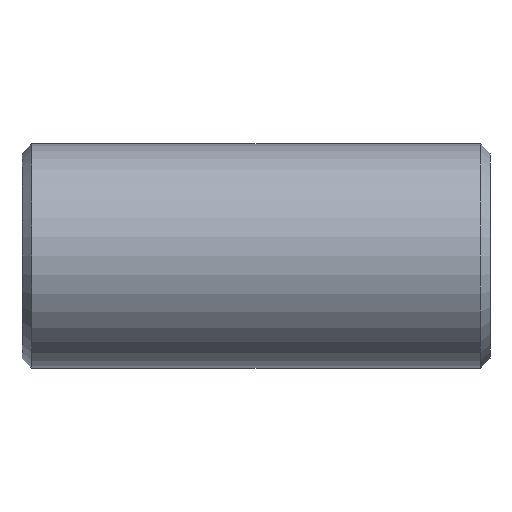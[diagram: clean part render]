
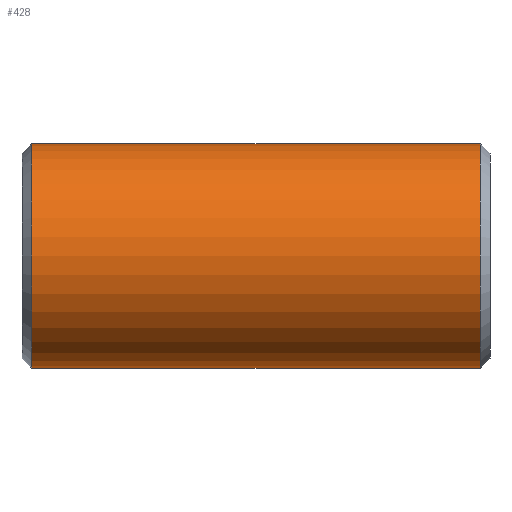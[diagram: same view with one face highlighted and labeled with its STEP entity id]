
A CAD part, front view. The second image highlights one B-rep face of the part: STEP entity #428.
In plain terms, the highlighted cylindrical face has radius 36.513 mm (diameter 73.025 mm), a partial arc.
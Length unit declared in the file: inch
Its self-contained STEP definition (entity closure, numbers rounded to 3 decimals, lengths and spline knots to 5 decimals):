
#14 = CARTESIAN_POINT ( 'NONE',  ( 2.875, 0., 0. ) ) ;
#18 = AXIS2_PLACEMENT_3D ( 'NONE', #528, #589, #162 ) ;
#39 = ORIENTED_EDGE ( 'NONE', *, *, #573, .T. ) ;
#43 = AXIS2_PLACEMENT_3D ( 'NONE', #14, #494, #247 ) ;
#50 = EDGE_LOOP ( 'NONE', ( #644, #39, #764, #691 ) ) ;
#51 = FACE_OUTER_BOUND ( 'NONE', #50, .T. ) ;
#98 = EDGE_CURVE ( 'NONE', #584, #279, #354, .T. ) ;
#107 = VERTEX_POINT ( 'NONE', #733 ) ;
#121 = CYLINDRICAL_SURFACE ( 'NONE', #18, 1.4375 ) ;
#148 = VECTOR ( 'NONE', #236, 39.37008 ) ;
#162 = DIRECTION ( 'NONE',  ( 0., 0., 1. ) ) ;
#196 = CARTESIAN_POINT ( 'NONE',  ( 2.875, 0., 1.4375 ) ) ;
#224 = VERTEX_POINT ( 'NONE', #196 ) ;
#236 = DIRECTION ( 'NONE',  ( -1., 0., 0. ) ) ;
#247 = DIRECTION ( 'NONE',  ( 0., 0., -1. ) ) ;
#279 = VERTEX_POINT ( 'NONE', #595 ) ;
#309 = VECTOR ( 'NONE', #624, 39.37008 ) ;
#315 = CARTESIAN_POINT ( 'NONE',  ( -2.875, 0., 0. ) ) ;
#349 = EDGE_CURVE ( 'NONE', #224, #584, #414, .T. ) ;
#354 = CIRCLE ( 'NONE', #653, 1.4375 ) ;
#368 = DIRECTION ( 'NONE',  ( 1., 0., 0. ) ) ;
#401 = EDGE_CURVE ( 'NONE', #107, #279, #568, .T. ) ;
#414 = LINE ( 'NONE', #655, #148 ) ;
#428 = ADVANCED_FACE ( 'NONE', ( #51 ), #121, .T. ) ;
#437 = CARTESIAN_POINT ( 'NONE',  ( -2.875, 0., 1.4375 ) ) ;
#494 = DIRECTION ( 'NONE',  ( -1., 0., 0. ) ) ;
#528 = CARTESIAN_POINT ( 'NONE',  ( 3., 0., 0. ) ) ;
#568 = LINE ( 'NONE', #756, #309 ) ;
#573 = EDGE_CURVE ( 'NONE', #107, #224, #766, .T. ) ;
#584 = VERTEX_POINT ( 'NONE', #437 ) ;
#589 = DIRECTION ( 'NONE',  ( -1., 0., 0. ) ) ;
#595 = CARTESIAN_POINT ( 'NONE',  ( -2.875, 0., -1.4375 ) ) ;
#619 = DIRECTION ( 'NONE',  ( 0., 0., 1. ) ) ;
#624 = DIRECTION ( 'NONE',  ( -1., 0., 0. ) ) ;
#644 = ORIENTED_EDGE ( 'NONE', *, *, #401, .F. ) ;
#653 = AXIS2_PLACEMENT_3D ( 'NONE', #315, #368, #619 ) ;
#655 = CARTESIAN_POINT ( 'NONE',  ( 3., 0., 1.4375 ) ) ;
#691 = ORIENTED_EDGE ( 'NONE', *, *, #98, .T. ) ;
#733 = CARTESIAN_POINT ( 'NONE',  ( 2.875, 0., -1.4375 ) ) ;
#756 = CARTESIAN_POINT ( 'NONE',  ( 3., 0., -1.4375 ) ) ;
#764 = ORIENTED_EDGE ( 'NONE', *, *, #349, .T. ) ;
#766 = CIRCLE ( 'NONE', #43, 1.4375 ) ;
